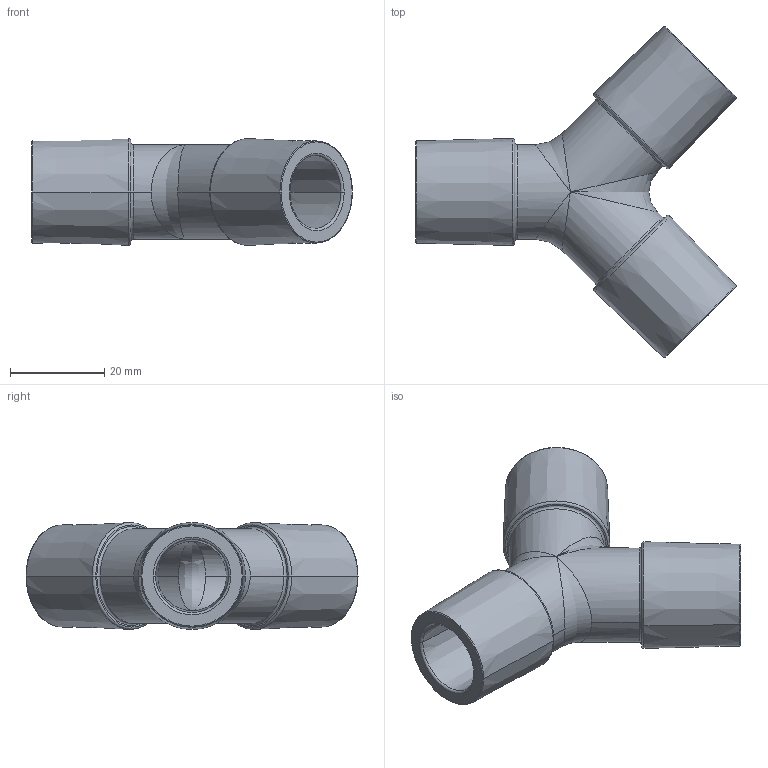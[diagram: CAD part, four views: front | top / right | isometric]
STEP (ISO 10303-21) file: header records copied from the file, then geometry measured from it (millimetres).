
FILE_DESCRIPTION (( 'STEP AP203' ), '1' );
FILE_NAME ('ISO 5356 Tee M22 F15.STEP', '2020-03-25T05:18:16', ( '' ), ( '' ), 'SwSTEP 2.0', 'SolidWorks 2018', '' );
FILE_SCHEMA (( 'CONFIG_CONTROL_DESIGN' ));
Length unit declared in the file: millimetre
Products named in the file (1): ISO 5356 Tee M22 F15
Bounding box: 67.93 x 70.28 x 22.64 mm (x, y, z)
Volume: 18677.9 mm3; surface area: 12060.4 mm2
Topology: 1 solids, 1 shells, 66 faces, 150 edges, 76 vertices
Faces by surface type: torus 30, cylinder 12, cone 12, plane 6, bspline 6
Entity records: 2439 total; most frequent: CARTESIAN_POINT 983, DIRECTION 326, ORIENTED_EDGE 276, AXIS2_PLACEMENT_3D 151, EDGE_CURVE 138, CIRCLE 90, VERTEX_POINT 76, EDGE_LOOP 72
